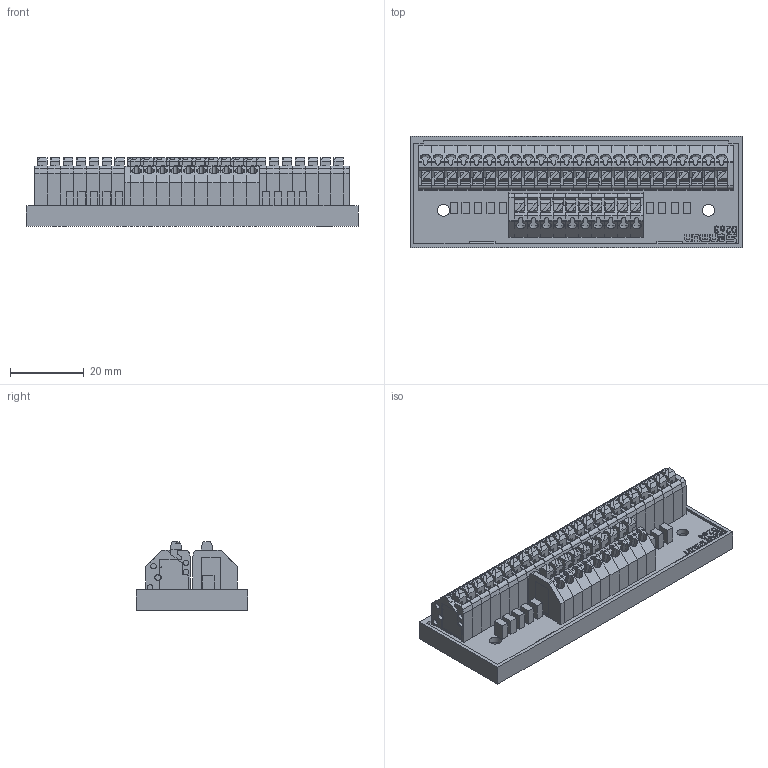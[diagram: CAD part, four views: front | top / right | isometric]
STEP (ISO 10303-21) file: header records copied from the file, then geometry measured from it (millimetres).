
FILE_DESCRIPTION(/* description */ (''),/* implementation_level */ '2;1');
FILE_NAME(/* name */ 'D263 3D.stp',/* time_stamp */ '2024-08-14T16:32:50+08:00',/* author */ (''),/* organization */ (''),/* preprocessor_version */ 'ST-DEVELOPER v14',/* originating_system */ 'SIEMENS PLM Software NX 8.0',/* authorisation */ '');
FILE_SCHEMA (('AUTOMOTIVE_DESIGN { 1 0 10303 214 3 1 1 1 }'));
Products named in the file (1): D263 3D_stp
Bounding box: 90.2 x 30.2 x 18.7 mm (x, y, z)
Volume: 28361.3 mm3; surface area: 25564.4 mm2
Topology: 37 solids, 37 shells, 3317 faces, 9349 edges, 6219 vertices
Faces by surface type: plane 2392, cylinder 908, extrusion 17
Full cylindrical faces by diameter (mm): 1.497 x9, 3.2 x2, 4 x2
Entity records: 108418 total; most frequent: CARTESIAN_POINT 19474, ORIENTED_EDGE 18654, DIRECTION 17796, EDGE_CURVE 9327, VECTOR 7462, LINE 7445, VERTEX_POINT 6217, AXIS2_PLACEMENT_3D 5167
